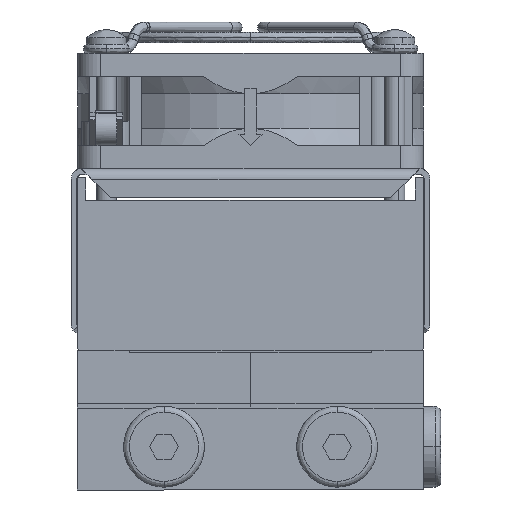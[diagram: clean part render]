
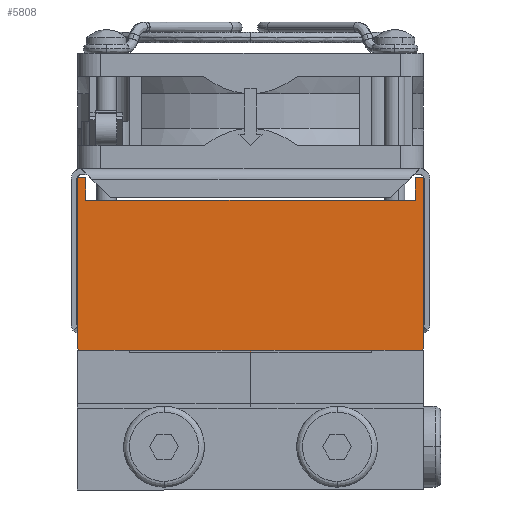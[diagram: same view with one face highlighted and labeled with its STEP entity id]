
A CAD part, front view. The second image highlights one B-rep face of the part: STEP entity #5808.
In plain terms, the highlighted planar face has unit normal (0, -1, 0).
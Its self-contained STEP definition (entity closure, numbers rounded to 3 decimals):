
#49 = EDGE_CURVE ( 'NONE', #9426, #7360, #20667, .T. ) ;
#165 = AXIS2_PLACEMENT_3D ( 'NONE', #873, #15231, #17290 ) ;
#320 = VERTEX_POINT ( 'NONE', #24928 ) ;
#347 = VERTEX_POINT ( 'NONE', #14742 ) ;
#358 = DIRECTION ( 'NONE',  ( -1., 0., 0. ) ) ;
#453 = CARTESIAN_POINT ( 'NONE',  ( -28.75, -40., 30.3 ) ) ;
#645 = DIRECTION ( 'NONE',  ( 0., 1., 0. ) ) ;
#736 = ORIENTED_EDGE ( 'NONE', *, *, #18753, .T. ) ;
#873 = CARTESIAN_POINT ( 'NONE',  ( 29.5, -40., 1. ) ) ;
#1009 = CARTESIAN_POINT ( 'NONE',  ( -28.55, -40., 30.3 ) ) ;
#1193 = CARTESIAN_POINT ( 'NONE',  ( 21.2, -40., 0.5 ) ) ;
#1296 = CIRCLE ( 'NONE', #165, 0.5 ) ;
#1476 = LINE ( 'NONE', #11154, #14636 ) ;
#1574 = VERTEX_POINT ( 'NONE', #16559 ) ;
#2138 = CARTESIAN_POINT ( 'NONE',  ( -12.935, -40., 30.5 ) ) ;
#2415 = ORIENTED_EDGE ( 'NONE', *, *, #18947, .F. ) ;
#2476 = EDGE_CURVE ( 'NONE', #7654, #22918, #14212, .T. ) ;
#2574 = LINE ( 'NONE', #12237, #12197 ) ;
#2652 = LINE ( 'NONE', #23867, #3586 ) ;
#2706 = VERTEX_POINT ( 'NONE', #16271 ) ;
#2753 = VERTEX_POINT ( 'NONE', #5943 ) ;
#3245 = LINE ( 'NONE', #25076, #3881 ) ;
#3343 = VERTEX_POINT ( 'NONE', #11438 ) ;
#3586 = VECTOR ( 'NONE', #9720, 1000. ) ;
#3763 = CARTESIAN_POINT ( 'NONE',  ( -30., -40., 30.5 ) ) ;
#3881 = VECTOR ( 'NONE', #12715, 1000. ) ;
#4112 = EDGE_CURVE ( 'NONE', #1574, #3343, #1296, .T. ) ;
#4240 = EDGE_CURVE ( 'NONE', #7360, #22918, #2574, .T. ) ;
#4357 = DIRECTION ( 'NONE',  ( 0., 1., 0. ) ) ;
#4445 = DIRECTION ( 'NONE',  ( 0., 0., -1. ) ) ;
#4447 = ORIENTED_EDGE ( 'NONE', *, *, #12590, .T. ) ;
#5291 = CARTESIAN_POINT ( 'NONE',  ( -12.935, -40., 7. ) ) ;
#5337 = DIRECTION ( 'NONE',  ( 0., 0., -1. ) ) ;
#5808 = ADVANCED_FACE ( 'NONE', ( #16351 ), #23425, .F. ) ;
#5943 = CARTESIAN_POINT ( 'NONE',  ( 0.05, -40., 0.2 ) ) ;
#6020 = CARTESIAN_POINT ( 'NONE',  ( -28.55, -40., 26.5 ) ) ;
#6024 = ORIENTED_EDGE ( 'NONE', *, *, #2476, .T. ) ;
#6055 = LINE ( 'NONE', #9206, #10858 ) ;
#6153 = AXIS2_PLACEMENT_3D ( 'NONE', #12515, #4357, #4445 ) ;
#6233 = ORIENTED_EDGE ( 'NONE', *, *, #10262, .F. ) ;
#6282 = DIRECTION ( 'NONE',  ( 0., 1., 0. ) ) ;
#6331 = LINE ( 'NONE', #24308, #16603 ) ;
#6620 = CARTESIAN_POINT ( 'NONE',  ( -29.5, -40., 1. ) ) ;
#6725 = VERTEX_POINT ( 'NONE', #25699 ) ;
#6856 = ORIENTED_EDGE ( 'NONE', *, *, #17516, .F. ) ;
#7352 = EDGE_CURVE ( 'NONE', #7654, #8366, #25064, .T. ) ;
#7360 = VERTEX_POINT ( 'NONE', #8727 ) ;
#7654 = VERTEX_POINT ( 'NONE', #13902 ) ;
#8028 = ORIENTED_EDGE ( 'NONE', *, *, #49, .F. ) ;
#8076 = LINE ( 'NONE', #10870, #18656 ) ;
#8130 = LINE ( 'NONE', #2138, #19358 ) ;
#8249 = AXIS2_PLACEMENT_3D ( 'NONE', #5291, #11646, #17855 ) ;
#8276 = VERTEX_POINT ( 'NONE', #13026 ) ;
#8366 = VERTEX_POINT ( 'NONE', #1009 ) ;
#8599 = CARTESIAN_POINT ( 'NONE',  ( 28.55, -40., 26.5 ) ) ;
#8727 = CARTESIAN_POINT ( 'NONE',  ( -30., -40., 1. ) ) ;
#9206 = CARTESIAN_POINT ( 'NONE',  ( 0.05, -40., 7. ) ) ;
#9358 = EDGE_LOOP ( 'NONE', ( #18276, #17428, #23103, #12501, #6233, #4447, #2415, #15077, #736, #15505, #23953, #6024, #14553, #8028, #10358, #6856, #23773, #13733 ) ) ;
#9360 = DIRECTION ( 'NONE',  ( -1., 0., 0. ) ) ;
#9426 = VERTEX_POINT ( 'NONE', #17785 ) ;
#9488 = VERTEX_POINT ( 'NONE', #6020 ) ;
#9581 = CARTESIAN_POINT ( 'NONE',  ( -0.05, -40., 7. ) ) ;
#9596 = EDGE_CURVE ( 'NONE', #20484, #9426, #3245, .T. ) ;
#9720 = DIRECTION ( 'NONE',  ( 0., 0., -1. ) ) ;
#10085 = CIRCLE ( 'NONE', #6153, 0.2 ) ;
#10262 = EDGE_CURVE ( 'NONE', #13354, #1574, #6331, .T. ) ;
#10358 = ORIENTED_EDGE ( 'NONE', *, *, #9596, .F. ) ;
#10466 = DIRECTION ( 'NONE',  ( -1., 0., 0. ) ) ;
#10858 = VECTOR ( 'NONE', #5337, 1000. ) ;
#10870 = CARTESIAN_POINT ( 'NONE',  ( -12.935, -40., 0.5 ) ) ;
#10929 = CARTESIAN_POINT ( 'NONE',  ( 30., -40., 0.2 ) ) ;
#11098 = VECTOR ( 'NONE', #15686, 1000. ) ;
#11154 = CARTESIAN_POINT ( 'NONE',  ( -12.935, -40., 0.5 ) ) ;
#11308 = VECTOR ( 'NONE', #19422, 1000. ) ;
#11400 = DIRECTION ( 'NONE',  ( 0., 0., 1. ) ) ;
#11438 = CARTESIAN_POINT ( 'NONE',  ( 29.5, -40., 0.5 ) ) ;
#11522 = VECTOR ( 'NONE', #358, 1000. ) ;
#11541 = AXIS2_PLACEMENT_3D ( 'NONE', #6620, #6282, #19271 ) ;
#11646 = DIRECTION ( 'NONE',  ( 0., 1., 0. ) ) ;
#11681 = VECTOR ( 'NONE', #21545, 1000. ) ;
#12111 = DIRECTION ( 'NONE',  ( 0., 0., -1. ) ) ;
#12197 = VECTOR ( 'NONE', #26180, 1000. ) ;
#12234 = CARTESIAN_POINT ( 'NONE',  ( -12.935, -40., 30.5 ) ) ;
#12237 = CARTESIAN_POINT ( 'NONE',  ( -30., -40., 30.3 ) ) ;
#12501 = ORIENTED_EDGE ( 'NONE', *, *, #4112, .F. ) ;
#12515 = CARTESIAN_POINT ( 'NONE',  ( 28.75, -40., 30.3 ) ) ;
#12590 = EDGE_CURVE ( 'NONE', #13354, #8276, #8130, .T. ) ;
#12715 = DIRECTION ( 'NONE',  ( -1., 0., 0. ) ) ;
#13026 = CARTESIAN_POINT ( 'NONE',  ( 28.75, -40., 30.5 ) ) ;
#13354 = VERTEX_POINT ( 'NONE', #26463 ) ;
#13733 = ORIENTED_EDGE ( 'NONE', *, *, #20670, .F. ) ;
#13902 = CARTESIAN_POINT ( 'NONE',  ( -28.75, -40., 30.5 ) ) ;
#14212 = LINE ( 'NONE', #12234, #11308 ) ;
#14553 = ORIENTED_EDGE ( 'NONE', *, *, #4240, .F. ) ;
#14636 = VECTOR ( 'NONE', #21189, 1000. ) ;
#14639 = VECTOR ( 'NONE', #11400, 1000. ) ;
#14742 = CARTESIAN_POINT ( 'NONE',  ( -0.05, -40., 0.2 ) ) ;
#14859 = EDGE_CURVE ( 'NONE', #9488, #8366, #19484, .T. ) ;
#14971 = EDGE_CURVE ( 'NONE', #6725, #16374, #2652, .T. ) ;
#15077 = ORIENTED_EDGE ( 'NONE', *, *, #14971, .T. ) ;
#15157 = DIRECTION ( 'NONE',  ( -1., 0., 0. ) ) ;
#15231 = DIRECTION ( 'NONE',  ( 0., 1., 0. ) ) ;
#15373 = CARTESIAN_POINT ( 'NONE',  ( -28.55, -40., 7. ) ) ;
#15505 = ORIENTED_EDGE ( 'NONE', *, *, #14859, .T. ) ;
#15578 = CARTESIAN_POINT ( 'NONE',  ( -21.2, -40., 0.5 ) ) ;
#15686 = DIRECTION ( 'NONE',  ( 0., 0., 1. ) ) ;
#15716 = LINE ( 'NONE', #10929, #11522 ) ;
#15775 = EDGE_CURVE ( 'NONE', #24840, #2706, #8076, .T. ) ;
#16271 = CARTESIAN_POINT ( 'NONE',  ( 0.05, -40., 0.5 ) ) ;
#16351 = FACE_OUTER_BOUND ( 'NONE', #9358, .T. ) ;
#16374 = VERTEX_POINT ( 'NONE', #8599 ) ;
#16559 = CARTESIAN_POINT ( 'NONE',  ( 30., -40., 1. ) ) ;
#16603 = VECTOR ( 'NONE', #12111, 1000. ) ;
#17290 = DIRECTION ( 'NONE',  ( 0., 0., -1. ) ) ;
#17305 = CARTESIAN_POINT ( 'NONE',  ( -26.695, -40., 26.5 ) ) ;
#17428 = ORIENTED_EDGE ( 'NONE', *, *, #15775, .F. ) ;
#17516 = EDGE_CURVE ( 'NONE', #320, #20484, #1476, .T. ) ;
#17785 = CARTESIAN_POINT ( 'NONE',  ( -29.5, -40., 0.5 ) ) ;
#17807 = LINE ( 'NONE', #21293, #21607 ) ;
#17855 = DIRECTION ( 'NONE',  ( 0., 0., 1. ) ) ;
#18276 = ORIENTED_EDGE ( 'NONE', *, *, #21375, .F. ) ;
#18515 = LINE ( 'NONE', #9581, #11098 ) ;
#18655 = EDGE_CURVE ( 'NONE', #3343, #24840, #17807, .T. ) ;
#18656 = VECTOR ( 'NONE', #9360, 1000. ) ;
#18753 = EDGE_CURVE ( 'NONE', #16374, #9488, #26320, .T. ) ;
#18946 = DIRECTION ( 'NONE',  ( 0., 0., -1. ) ) ;
#18947 = EDGE_CURVE ( 'NONE', #6725, #8276, #10085, .T. ) ;
#19271 = DIRECTION ( 'NONE',  ( 0., 0., -1. ) ) ;
#19358 = VECTOR ( 'NONE', #10466, 1000. ) ;
#19422 = DIRECTION ( 'NONE',  ( -1., 0., 0. ) ) ;
#19484 = LINE ( 'NONE', #15373, #14639 ) ;
#20484 = VERTEX_POINT ( 'NONE', #15578 ) ;
#20667 = CIRCLE ( 'NONE', #11541, 0.5 ) ;
#20670 = EDGE_CURVE ( 'NONE', #2753, #347, #15716, .T. ) ;
#21189 = DIRECTION ( 'NONE',  ( -1., 0., 0. ) ) ;
#21293 = CARTESIAN_POINT ( 'NONE',  ( 21.2, -40., 0.5 ) ) ;
#21375 = EDGE_CURVE ( 'NONE', #2706, #2753, #6055, .T. ) ;
#21545 = DIRECTION ( 'NONE',  ( -1., 0., 0. ) ) ;
#21593 = AXIS2_PLACEMENT_3D ( 'NONE', #453, #645, #18946 ) ;
#21607 = VECTOR ( 'NONE', #15157, 1000. ) ;
#22918 = VERTEX_POINT ( 'NONE', #3763 ) ;
#23103 = ORIENTED_EDGE ( 'NONE', *, *, #18655, .F. ) ;
#23425 = PLANE ( 'NONE',  #8249 ) ;
#23773 = ORIENTED_EDGE ( 'NONE', *, *, #25531, .F. ) ;
#23867 = CARTESIAN_POINT ( 'NONE',  ( 28.55, -40., 7. ) ) ;
#23953 = ORIENTED_EDGE ( 'NONE', *, *, #7352, .F. ) ;
#24308 = CARTESIAN_POINT ( 'NONE',  ( 30., -40., 4.55 ) ) ;
#24840 = VERTEX_POINT ( 'NONE', #1193 ) ;
#24928 = CARTESIAN_POINT ( 'NONE',  ( -0.05, -40., 0.5 ) ) ;
#25064 = CIRCLE ( 'NONE', #21593, 0.2 ) ;
#25076 = CARTESIAN_POINT ( 'NONE',  ( -29.5, -40., 0.5 ) ) ;
#25531 = EDGE_CURVE ( 'NONE', #347, #320, #18515, .T. ) ;
#25699 = CARTESIAN_POINT ( 'NONE',  ( 28.55, -40., 30.3 ) ) ;
#26180 = DIRECTION ( 'NONE',  ( 0., 0., 1. ) ) ;
#26320 = LINE ( 'NONE', #17305, #11681 ) ;
#26463 = CARTESIAN_POINT ( 'NONE',  ( 30., -40., 30.5 ) ) ;
